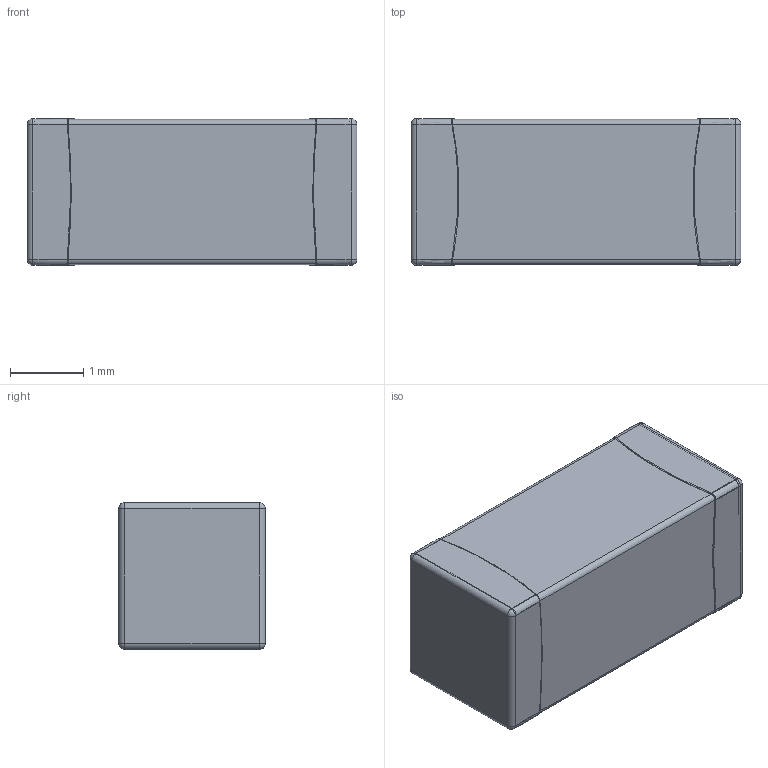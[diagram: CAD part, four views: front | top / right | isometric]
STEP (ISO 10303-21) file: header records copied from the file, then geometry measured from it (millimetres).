
FILE_DESCRIPTION(('FreeCAD Model'),'2;1');
FILE_NAME('Ceramic_Capacitor_1808_h79mil.step', '2021-03-22T10:17:34',('Author'),(''), 'Open CASCADE STEP processor 7.4','FreeCAD','Unknown');
FILE_SCHEMA(('AUTOMOTIVE_DESIGN { 1 0 10303 214 1 1 1 1 }'));
Length unit declared in the file: millimetre
Products named in the file (4): Ceramic_Capacitor_1808_h79mil; Pin1; Pin2; CeramicBody
Assembly tree (3 placements, depth 2):
  Ceramic_Capacitor_1808_h79mil
    Pin1
    Pin2
    CeramicBody
Bounding box: 4.5 x 2 x 2 mm (x, y, z)
Volume: 17.7 mm3; surface area: 74.1 mm2
Topology: 3 solids, 3 shells, 80 faces, 192 edges, 112 vertices
Faces by surface type: bspline 40, plane 20, cylinder 12, sphere 8
Entity records: 7858 total; most frequent: CARTESIAN_POINT 4625, DIRECTION 424, ORIENTED_EDGE 368, PCURVE 368, DEFINITIONAL_REPRESENTATION 368, LINE 240, VECTOR 240, B_SPLINE_CURVE_WITH_KNOTS 204
